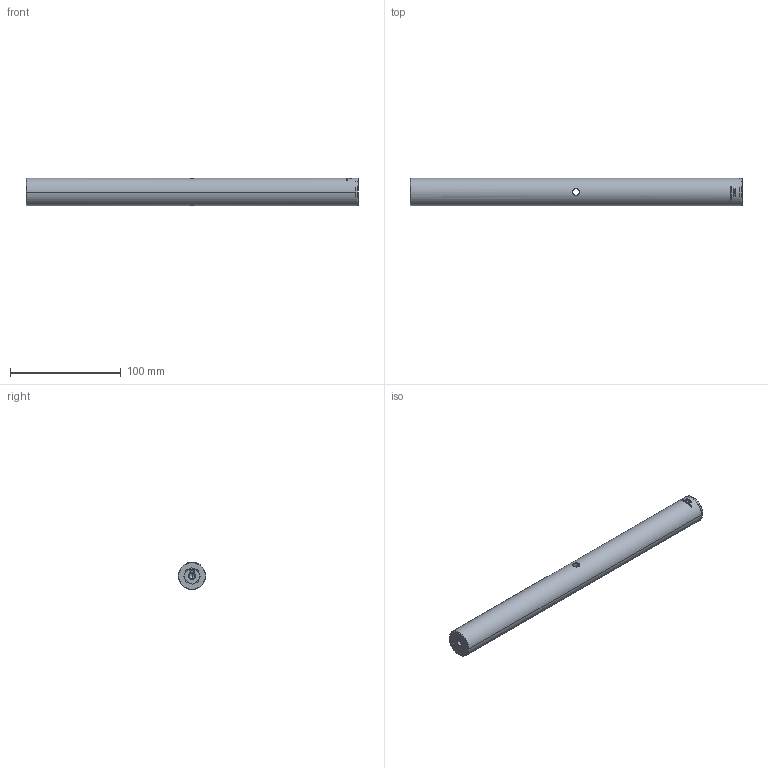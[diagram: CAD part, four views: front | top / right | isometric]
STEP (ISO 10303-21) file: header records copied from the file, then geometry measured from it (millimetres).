
FILE_DESCRIPTION (( 'STEP AP203' ), '1' );
FILE_NAME ('SRB25-300T4.STEP', '2025-07-09T08:43:57', ( '' ), ( '' ), 'SwSTEP 2.0', 'SolidWorks 2020', '' );
FILE_SCHEMA (( 'CONFIG_CONTROL_DESIGN' ));
Length unit declared in the file: millimetre
Products named in the file (1): SRB25-300T4
Bounding box: 300 x 25 x 25 mm (x, y, z)
Volume: 146096 mm3; surface area: 25250.3 mm2
Topology: 1 solids, 1 shells, 161 faces, 662 edges, 534 vertices
Faces by surface type: plane 47, bspline 45, cylinder 41, cone 28
Entity records: 13769 total; most frequent: CARTESIAN_POINT 8770, ORIENTED_EDGE 1308, EDGE_CURVE 654, DIRECTION 623, VERTEX_POINT 534, B_SPLINE_CURVE_WITH_KNOTS 352, VECTOR 215, LINE 215
